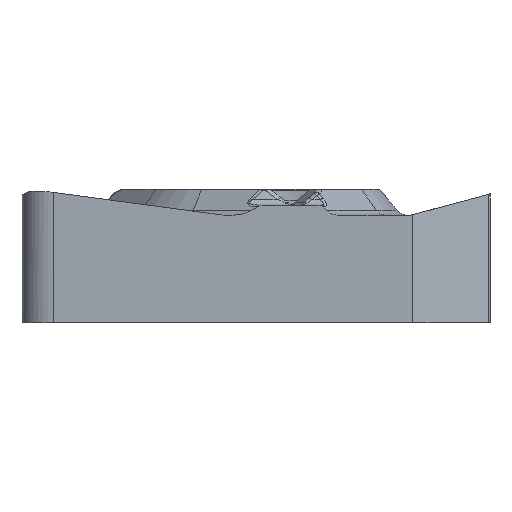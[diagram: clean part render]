
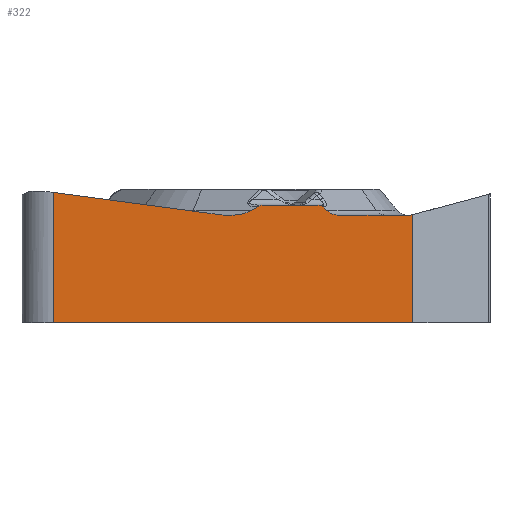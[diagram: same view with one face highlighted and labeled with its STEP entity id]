
A CAD part, left-side view. The second image highlights one B-rep face of the part: STEP entity #322.
In plain terms, the highlighted planar face has unit normal (-1, 0, 0).
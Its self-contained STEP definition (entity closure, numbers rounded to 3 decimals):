
#192=CIRCLE('',#2924,0.415);
#322=ADVANCED_FACE('',(#538),#496,.F.);
#496=PLANE('',#2930);
#538=FACE_OUTER_BOUND('',#710,.T.);
#710=EDGE_LOOP('',(#1010,#1011,#1012,#1013,#1014,#1015,#1016,#1017,#1018,
#1019,#1020,#1021,#1022,#1023,#1024,#1025));
#894=ELLIPSE('',#2925,0.489,0.415);
#895=ELLIPSE('',#2926,0.177,0.15);
#896=ELLIPSE('',#2927,0.3,0.15);
#897=ELLIPSE('',#2928,0.83,0.415);
#898=ELLIPSE('',#2929,0.83,0.415);
#1010=ORIENTED_EDGE('',*,*,#2095,.T.);
#1011=ORIENTED_EDGE('',*,*,#2093,.T.);
#1012=ORIENTED_EDGE('',*,*,#2096,.F.);
#1013=ORIENTED_EDGE('',*,*,#2097,.T.);
#1014=ORIENTED_EDGE('',*,*,#2098,.F.);
#1015=ORIENTED_EDGE('',*,*,#2099,.T.);
#1016=ORIENTED_EDGE('',*,*,#2100,.F.);
#1017=ORIENTED_EDGE('',*,*,#2101,.F.);
#1018=ORIENTED_EDGE('',*,*,#2102,.T.);
#1019=ORIENTED_EDGE('',*,*,#2103,.F.);
#1020=ORIENTED_EDGE('',*,*,#2104,.F.);
#1021=ORIENTED_EDGE('',*,*,#2105,.T.);
#1022=ORIENTED_EDGE('',*,*,#2106,.F.);
#1023=ORIENTED_EDGE('',*,*,#2107,.T.);
#1024=ORIENTED_EDGE('',*,*,#2108,.T.);
#1025=ORIENTED_EDGE('',*,*,#2109,.T.);
#1835=VERTEX_POINT('',#4387);
#1836=VERTEX_POINT('',#4389);
#1837=VERTEX_POINT('',#4393);
#1838=VERTEX_POINT('',#4395);
#1839=VERTEX_POINT('',#4397);
#1840=VERTEX_POINT('',#4399);
#1841=VERTEX_POINT('',#4401);
#1842=VERTEX_POINT('',#4403);
#1843=VERTEX_POINT('',#4405);
#1844=VERTEX_POINT('',#4407);
#1845=VERTEX_POINT('',#4409);
#1846=VERTEX_POINT('',#4411);
#1847=VERTEX_POINT('',#4413);
#1848=VERTEX_POINT('',#4415);
#1849=VERTEX_POINT('',#4417);
#1850=VERTEX_POINT('',#4419);
#2093=EDGE_CURVE('',#1836,#1835,#2500,.T.);
#2095=EDGE_CURVE('',#1837,#1836,#2502,.T.);
#2096=EDGE_CURVE('',#1838,#1835,#2503,.T.);
#2097=EDGE_CURVE('',#1838,#1839,#192,.T.);
#2098=EDGE_CURVE('',#1840,#1839,#2504,.T.);
#2099=EDGE_CURVE('',#1840,#1841,#894,.T.);
#2100=EDGE_CURVE('',#1842,#1841,#2505,.T.);
#2101=EDGE_CURVE('',#1843,#1842,#895,.T.);
#2102=EDGE_CURVE('',#1843,#1844,#2506,.T.);
#2103=EDGE_CURVE('',#1845,#1844,#896,.T.);
#2104=EDGE_CURVE('',#1846,#1845,#2507,.T.);
#2105=EDGE_CURVE('',#1846,#1847,#897,.T.);
#2106=EDGE_CURVE('',#1848,#1847,#2508,.T.);
#2107=EDGE_CURVE('',#1848,#1849,#898,.T.);
#2108=EDGE_CURVE('',#1849,#1850,#2509,.T.);
#2109=EDGE_CURVE('',#1850,#1837,#2510,.T.);
#2500=LINE('',#4388,#2672);
#2502=LINE('',#4392,#2674);
#2503=LINE('',#4394,#2675);
#2504=LINE('',#4398,#2676);
#2505=LINE('',#4402,#2677);
#2506=LINE('',#4406,#2678);
#2507=LINE('',#4410,#2679);
#2508=LINE('',#4414,#2680);
#2509=LINE('',#4418,#2681);
#2510=LINE('',#4420,#2682);
#2672=VECTOR('',#3305,1.);
#2674=VECTOR('',#3309,1.);
#2675=VECTOR('',#3310,1.);
#2676=VECTOR('',#3313,1.);
#2677=VECTOR('',#3316,1.);
#2678=VECTOR('',#3319,1.);
#2679=VECTOR('',#3322,1.);
#2680=VECTOR('',#3325,1.);
#2681=VECTOR('',#3328,1.);
#2682=VECTOR('',#3329,1.);
#2924=AXIS2_PLACEMENT_3D('',#4396,#3311,#3312);
#2925=AXIS2_PLACEMENT_3D('',#4400,#3314,#3315);
#2926=AXIS2_PLACEMENT_3D('',#4404,#3317,#3318);
#2927=AXIS2_PLACEMENT_3D('',#4408,#3320,#3321);
#2928=AXIS2_PLACEMENT_3D('',#4412,#3323,#3324);
#2929=AXIS2_PLACEMENT_3D('',#4416,#3326,#3327);
#2930=AXIS2_PLACEMENT_3D('',#4421,#3330,#3331);
#3305=DIRECTION('',(0.,0.,1.));
#3309=DIRECTION('',(0.,-1.,0.));
#3310=DIRECTION('',(0.,-0.966,0.259));
#3311=DIRECTION('',(1.,0.,0.));
#3312=DIRECTION('',(0.,1.,0.));
#3313=DIRECTION('',(0.,-1.,0.));
#3314=DIRECTION('',(1.,0.,0.));
#3315=DIRECTION('',(0.,1.,0.));
#3316=DIRECTION('',(0.,-0.703,-0.711));
#3317=DIRECTION('',(1.,0.,0.));
#3318=DIRECTION('',(0.,-1.,0.));
#3319=DIRECTION('',(0.,1.,0.));
#3320=DIRECTION('',(1.,0.,0.));
#3321=DIRECTION('',(0.,1.,0.));
#3322=DIRECTION('',(0.,-0.859,0.512));
#3323=DIRECTION('',(1.,0.,0.));
#3324=DIRECTION('',(0.,1.,0.));
#3325=DIRECTION('',(0.,-1.,0.));
#3326=DIRECTION('',(1.,0.,0.));
#3327=DIRECTION('',(0.,-1.,0.));
#3328=DIRECTION('',(0.,0.991,0.133));
#3329=DIRECTION('',(0.,0.,-1.));
#3330=DIRECTION('',(1.,0.,0.));
#3331=DIRECTION('',(0.,1.,0.));
#4387=CARTESIAN_POINT('',(-4.763,-4.774,-0.57));
#4388=CARTESIAN_POINT('',(-4.763,-4.774,0.));
#4389=CARTESIAN_POINT('',(-4.763,-4.774,-3.97));
#4392=CARTESIAN_POINT('',(-4.763,-7.335,-3.97));
#4393=CARTESIAN_POINT('',(-4.763,6.517,-3.97));
#4394=CARTESIAN_POINT('',(-4.763,-4.77,-0.571));
#4395=CARTESIAN_POINT('',(-4.763,-4.77,-0.571));
#4396=CARTESIAN_POINT('',(-4.762,-4.662,-0.17));
#4397=CARTESIAN_POINT('',(-4.762,-4.662,-0.585));
#4398=CARTESIAN_POINT('',(-4.763,7.335,-0.585));
#4399=CARTESIAN_POINT('',(-4.763,-2.445,-0.585));
#4400=CARTESIAN_POINT('',(-4.763,-2.445,-0.17));
#4401=CARTESIAN_POINT('',(-4.763,-2.07,-0.437));
#4402=CARTESIAN_POINT('',(-4.763,2.801,4.486));
#4403=CARTESIAN_POINT('',(-4.763,-1.958,-0.324));
#4404=CARTESIAN_POINT('',(-4.763,-1.823,-0.42));
#4405=CARTESIAN_POINT('',(-4.763,-1.823,-0.27));
#4406=CARTESIAN_POINT('',(-4.763,7.335,-0.27));
#4407=CARTESIAN_POINT('',(-4.763,-0.11,-0.27));
#4408=CARTESIAN_POINT('',(-4.763,-0.11,-0.42));
#4409=CARTESIAN_POINT('',(-4.763,0.12,-0.324));
#4410=CARTESIAN_POINT('',(-4.763,-5.524,3.039));
#4411=CARTESIAN_POINT('',(-4.763,0.31,-0.437));
#4412=CARTESIAN_POINT('',(-4.763,0.946,-0.17));
#4413=CARTESIAN_POINT('',(-4.763,0.946,-0.585));
#4414=CARTESIAN_POINT('',(-4.763,-7.335,-0.585));
#4415=CARTESIAN_POINT('',(-4.763,1.075,-0.585));
#4416=CARTESIAN_POINT('',(-4.763,1.075,-0.17));
#4417=CARTESIAN_POINT('',(-4.763,1.29,-0.571));
#4418=CARTESIAN_POINT('',(-4.763,-7.108,-1.696));
#4419=CARTESIAN_POINT('',(-4.763,6.517,0.129));
#4420=CARTESIAN_POINT('',(-4.763,6.517,0.));
#4421=CARTESIAN_POINT('',(-4.763,-7.335,0.));
